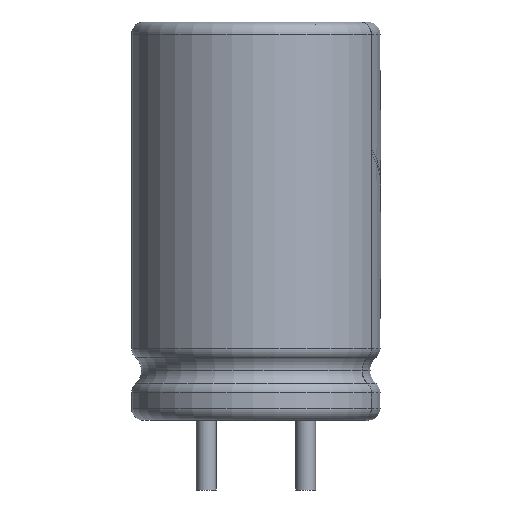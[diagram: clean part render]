
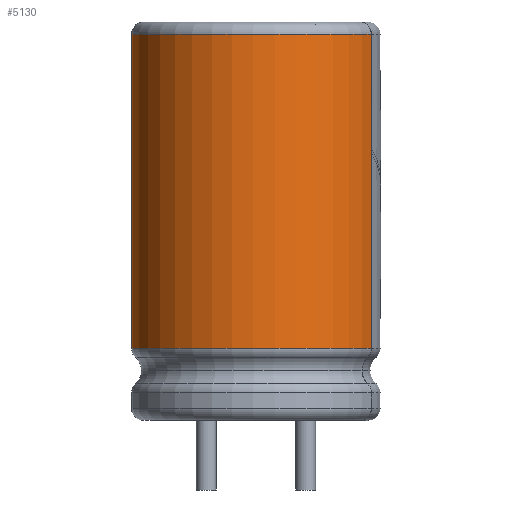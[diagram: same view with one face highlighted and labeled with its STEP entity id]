
A CAD part, front view. The second image highlights one B-rep face of the part: STEP entity #5130.
In plain terms, the highlighted cylindrical face has radius 6.25 mm (diameter 12.5 mm), a partial arc.
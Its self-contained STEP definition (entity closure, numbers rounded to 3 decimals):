
#558 = ORIENTED_EDGE ( 'NONE', *, *, #13321, .T. ) ;
#1922 = CARTESIAN_POINT ( 'NONE',  ( 5.795, -2.341, 0. ) ) ;
#2251 = CIRCLE ( 'NONE', #6102, 6.25 ) ;
#2286 = LINE ( 'NONE', #2360, #10530 ) ;
#2360 = CARTESIAN_POINT ( 'NONE',  ( -6.25, 0., 0. ) ) ;
#4497 = CARTESIAN_POINT ( 'NONE',  ( -6.25, 0., 3.618 ) ) ;
#5130 = ADVANCED_FACE ( 'NONE', ( #11668 ), #8480, .T. ) ;
#5437 = EDGE_LOOP ( 'NONE', ( #558, #11266, #13726, #10638 ) ) ;
#5702 = VERTEX_POINT ( 'NONE', #6777 ) ;
#5733 = DIRECTION ( 'NONE',  ( -1., 0., 0. ) ) ;
#6102 = AXIS2_PLACEMENT_3D ( 'NONE', #14838, #8120, #9412 ) ;
#6777 = CARTESIAN_POINT ( 'NONE',  ( 5.795, -2.341, 3.618 ) ) ;
#7117 = AXIS2_PLACEMENT_3D ( 'NONE', #12663, #11591, #5733 ) ;
#7732 = DIRECTION ( 'NONE',  ( 0., 0., -1. ) ) ;
#8120 = DIRECTION ( 'NONE',  ( 0., 0., -1. ) ) ;
#8258 = DIRECTION ( 'NONE',  ( 0., 0., -1. ) ) ;
#8480 = CYLINDRICAL_SURFACE ( 'NONE', #14798, 6.25 ) ;
#9412 = DIRECTION ( 'NONE',  ( -1., 0., 0. ) ) ;
#9551 = DIRECTION ( 'NONE',  ( -1., 0., 0. ) ) ;
#9653 = VERTEX_POINT ( 'NONE', #10056 ) ;
#9823 = VERTEX_POINT ( 'NONE', #4497 ) ;
#10056 = CARTESIAN_POINT ( 'NONE',  ( 5.795, -2.341, 19.4 ) ) ;
#10245 = VECTOR ( 'NONE', #7732, 1000. ) ;
#10530 = VECTOR ( 'NONE', #14938, 1000. ) ;
#10555 = CARTESIAN_POINT ( 'NONE',  ( -6.25, 0., 19.4 ) ) ;
#10638 = ORIENTED_EDGE ( 'NONE', *, *, #13441, .F. ) ;
#10823 = CARTESIAN_POINT ( 'NONE',  ( 0., 0., 0. ) ) ;
#11062 = LINE ( 'NONE', #1922, #10245 ) ;
#11266 = ORIENTED_EDGE ( 'NONE', *, *, #14463, .T. ) ;
#11591 = DIRECTION ( 'NONE',  ( 0., 0., -1. ) ) ;
#11668 = FACE_OUTER_BOUND ( 'NONE', #5437, .T. ) ;
#12663 = CARTESIAN_POINT ( 'NONE',  ( 0., 0., 19.4 ) ) ;
#13125 = CIRCLE ( 'NONE', #7117, 6.25 ) ;
#13257 = EDGE_CURVE ( 'NONE', #5702, #9823, #2251, .T. ) ;
#13321 = EDGE_CURVE ( 'NONE', #9653, #14174, #13125, .T. ) ;
#13441 = EDGE_CURVE ( 'NONE', #9653, #5702, #11062, .T. ) ;
#13726 = ORIENTED_EDGE ( 'NONE', *, *, #13257, .F. ) ;
#14174 = VERTEX_POINT ( 'NONE', #10555 ) ;
#14463 = EDGE_CURVE ( 'NONE', #14174, #9823, #2286, .T. ) ;
#14798 = AXIS2_PLACEMENT_3D ( 'NONE', #10823, #8258, #9551 ) ;
#14838 = CARTESIAN_POINT ( 'NONE',  ( 0., 0., 3.618 ) ) ;
#14938 = DIRECTION ( 'NONE',  ( 0., 0., -1. ) ) ;
